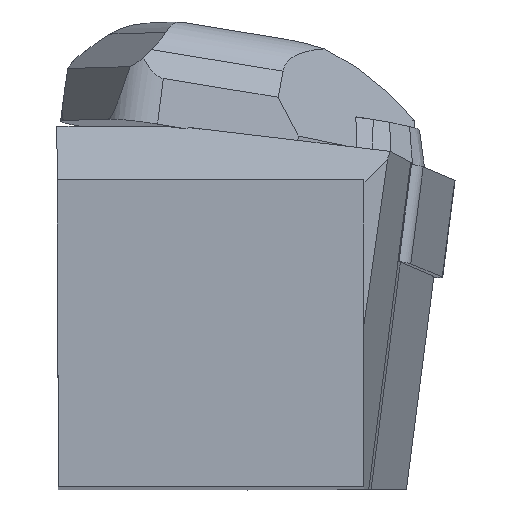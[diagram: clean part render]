
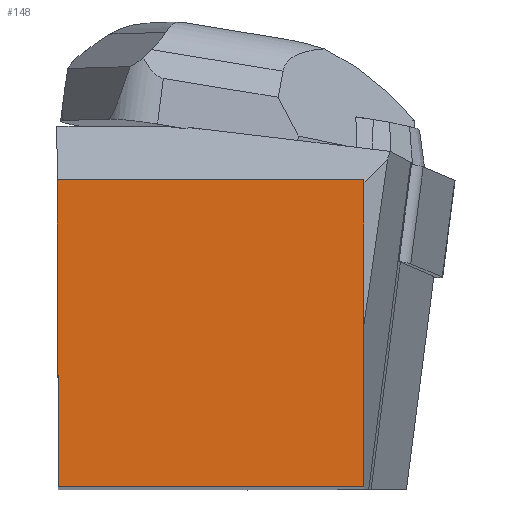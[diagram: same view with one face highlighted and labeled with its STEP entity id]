
A CAD part, top view. The second image highlights one B-rep face of the part: STEP entity #148.
In plain terms, the highlighted planar face has unit normal (0, 0, 1).
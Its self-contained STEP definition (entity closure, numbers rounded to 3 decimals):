
#148=ADVANCED_FACE('BLANK_BOXF006',(#261),#209,.F.);
#209=PLANE('',#1431);
#261=FACE_OUTER_BOUND('',#326,.T.);
#326=EDGE_LOOP('',(#502,#503,#504,#505));
#502=ORIENTED_EDGE('',*,*,#924,.T.);
#503=ORIENTED_EDGE('',*,*,#947,.T.);
#504=ORIENTED_EDGE('',*,*,#939,.T.);
#505=ORIENTED_EDGE('',*,*,#909,.T.);
#782=VERTEX_POINT('',#2014);
#783=VERTEX_POINT('',#2016);
#795=VERTEX_POINT('',#2044);
#805=VERTEX_POINT('',#2074);
#909=EDGE_CURVE('',#783,#782,#1079,.T.);
#924=EDGE_CURVE('',#782,#795,#1094,.T.);
#939=EDGE_CURVE('',#805,#783,#1105,.T.);
#947=EDGE_CURVE('',#795,#805,#1111,.T.);
#1079=LINE('',#2015,#1216);
#1094=LINE('',#2045,#1231);
#1105=LINE('',#2073,#1242);
#1111=LINE('',#2089,#1248);
#1216=VECTOR('',#1585,1.);
#1231=VECTOR('',#1604,1.);
#1242=VECTOR('',#1631,1.);
#1248=VECTOR('',#1645,1.);
#1431=AXIS2_PLACEMENT_3D('',#2090,#1646,#1647);
#1585=DIRECTION('',(1.,0.,0.));
#1604=DIRECTION('',(0.,1.,0.));
#1631=DIRECTION('',(0.004,-1.,0.));
#1645=DIRECTION('',(-1.,0.,0.));
#1646=DIRECTION('',(0.,0.,-1.));
#1647=DIRECTION('',(1.,0.,0.));
#2014=CARTESIAN_POINT('',(24.875,0.,0.));
#2015=CARTESIAN_POINT('',(-163.35,0.,0.));
#2016=CARTESIAN_POINT('',(0.109,0.,0.));
#2044=CARTESIAN_POINT('',(24.875,24.875,0.));
#2045=CARTESIAN_POINT('',(24.875,-163.35,0.));
#2073=CARTESIAN_POINT('',(-0.604,163.348,0.));
#2074=CARTESIAN_POINT('',(0.,24.875,0.));
#2089=CARTESIAN_POINT('',(163.35,24.875,0.));
#2090=CARTESIAN_POINT('',(44.35,-5.,0.));
